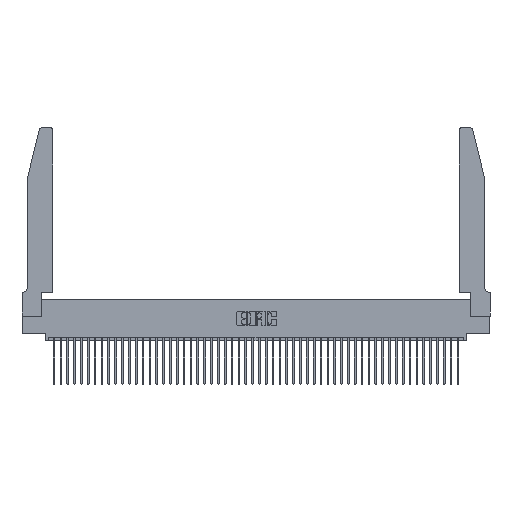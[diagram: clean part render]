
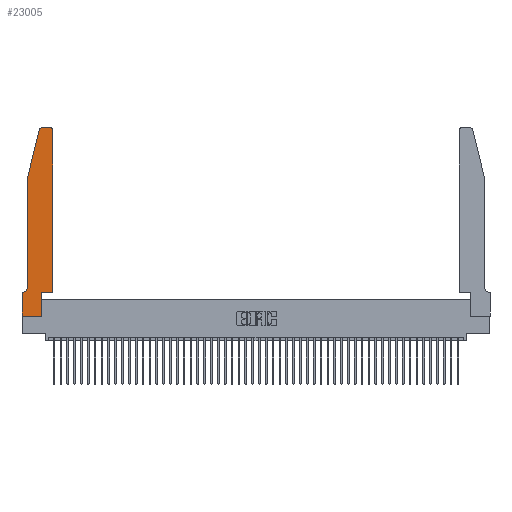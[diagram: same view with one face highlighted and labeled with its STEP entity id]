
A CAD part, top view. The second image highlights one B-rep face of the part: STEP entity #23005.
In plain terms, the highlighted planar face has unit normal (0, 0, 1).
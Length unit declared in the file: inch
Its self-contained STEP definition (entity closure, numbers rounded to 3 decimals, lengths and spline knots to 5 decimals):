
#71 = CARTESIAN_POINT ( 'NONE',  ( 0.4505, 2.72, 0.37 ) ) ;
#425 = CARTESIAN_POINT ( 'NONE',  ( 0.0755, 0.35, 0.37 ) ) ;
#647 = DIRECTION ( 'NONE',  ( 1., 0., 0. ) ) ;
#797 = VERTEX_POINT ( 'NONE', #3897 ) ;
#1134 = CARTESIAN_POINT ( 'NONE',  ( 0.0055, 0.35, 0.37 ) ) ;
#1762 = CARTESIAN_POINT ( 'NONE',  ( 0.2865, 0.35, 0.37 ) ) ;
#2249 = CIRCLE ( 'NONE', #2817, 0.03 ) ;
#2817 = AXIS2_PLACEMENT_3D ( 'NONE', #29795, #14219, #29946 ) ;
#3897 = CARTESIAN_POINT ( 'NONE',  ( 0.25487, 2.72718, 0.37 ) ) ;
#4618 = CARTESIAN_POINT ( 'NONE',  ( 0.4205, 2.75, 0.37 ) ) ;
#4694 = VERTEX_POINT ( 'NONE', #71 ) ;
#4813 = DIRECTION ( 'NONE',  ( -0.239, -0.971, 0. ) ) ;
#5416 = AXIS2_PLACEMENT_3D ( 'NONE', #19006, #18661, #14964 ) ;
#6146 = EDGE_CURVE ( 'NONE', #797, #41086, #17927, .T. ) ;
#6806 = VECTOR ( 'NONE', #31934, 39.37008 ) ;
#7162 = VERTEX_POINT ( 'NONE', #39227 ) ;
#8849 = CARTESIAN_POINT ( 'NONE',  ( 0.2605, 2.75, 0.37 ) ) ;
#8998 = CARTESIAN_POINT ( 'NONE',  ( 0.0755, 2., 0.37 ) ) ;
#9277 = FACE_OUTER_BOUND ( 'NONE', #48999, .T. ) ;
#10421 = VERTEX_POINT ( 'NONE', #11639 ) ;
#11242 = EDGE_CURVE ( 'NONE', #41909, #25531, #44976, .T. ) ;
#11540 = LINE ( 'NONE', #21859, #13313 ) ;
#11639 = CARTESIAN_POINT ( 'NONE',  ( 0.4505, 0.35, 0.37 ) ) ;
#11669 = EDGE_CURVE ( 'NONE', #10421, #4694, #18316, .T. ) ;
#12034 = CARTESIAN_POINT ( 'NONE',  ( 0.0755, 2., 0.37 ) ) ;
#12127 = VERTEX_POINT ( 'NONE', #15178 ) ;
#13057 = DIRECTION ( 'NONE',  ( 1., 0., 0. ) ) ;
#13313 = VECTOR ( 'NONE', #21527, 39.37008 ) ;
#14088 = VECTOR ( 'NONE', #647, 39.37008 ) ;
#14219 = DIRECTION ( 'NONE',  ( 0., 0., 1. ) ) ;
#14457 = LINE ( 'NONE', #425, #34783 ) ;
#14964 = DIRECTION ( 'NONE',  ( -1., 0., 0. ) ) ;
#15178 = CARTESIAN_POINT ( 'NONE',  ( 0., 0., 0.37 ) ) ;
#15425 = ORIENTED_EDGE ( 'NONE', *, *, #6146, .T. ) ;
#16260 = LINE ( 'NONE', #8849, #24043 ) ;
#16449 = VECTOR ( 'NONE', #24597, 39.37008 ) ;
#17927 = LINE ( 'NONE', #8998, #44847 ) ;
#18316 = LINE ( 'NONE', #46622, #6806 ) ;
#18463 = ORIENTED_EDGE ( 'NONE', *, *, #42161, .T. ) ;
#18661 = DIRECTION ( 'NONE',  ( 0., 0., -1. ) ) ;
#19006 = CARTESIAN_POINT ( 'NONE',  ( 0.0055, 0.42, 0.37 ) ) ;
#20161 = CIRCLE ( 'NONE', #43307, 0.03 ) ;
#21527 = DIRECTION ( 'NONE',  ( 0., -1., 0. ) ) ;
#21659 = EDGE_CURVE ( 'NONE', #4694, #39565, #2249, .T. ) ;
#21859 = CARTESIAN_POINT ( 'NONE',  ( 0.0755, 2., 0.37 ) ) ;
#21961 = VERTEX_POINT ( 'NONE', #41392 ) ;
#22360 = ORIENTED_EDGE ( 'NONE', *, *, #27388, .T. ) ;
#23005 = ADVANCED_FACE ( 'NONE', ( #9277 ), #36102, .T. ) ;
#23561 = DIRECTION ( 'NONE',  ( -1., 0., 0. ) ) ;
#23969 = DIRECTION ( 'NONE',  ( 0., 0., 1. ) ) ;
#24043 = VECTOR ( 'NONE', #43344, 39.37008 ) ;
#24597 = DIRECTION ( 'NONE',  ( 1., 0., 0. ) ) ;
#24707 = AXIS2_PLACEMENT_3D ( 'NONE', #32445, #43830, #35455 ) ;
#24767 = EDGE_CURVE ( 'NONE', #21961, #797, #20161, .T. ) ;
#25169 = DIRECTION ( 'NONE',  ( 0., -1., 0. ) ) ;
#25260 = EDGE_CURVE ( 'NONE', #12127, #41909, #37397, .T. ) ;
#25439 = LINE ( 'NONE', #48129, #16449 ) ;
#25531 = VERTEX_POINT ( 'NONE', #1762 ) ;
#25570 = EDGE_CURVE ( 'NONE', #25531, #10421, #25439, .T. ) ;
#26776 = ORIENTED_EDGE ( 'NONE', *, *, #11242, .T. ) ;
#27292 = LINE ( 'NONE', #47858, #33837 ) ;
#27388 = EDGE_CURVE ( 'NONE', #39565, #21961, #16260, .T. ) ;
#28394 = ORIENTED_EDGE ( 'NONE', *, *, #24767, .T. ) ;
#29795 = CARTESIAN_POINT ( 'NONE',  ( 0.4205, 2.72, 0.37 ) ) ;
#29946 = DIRECTION ( 'NONE',  ( 1., 0., 0. ) ) ;
#31145 = CARTESIAN_POINT ( 'NONE',  ( 0., 0., 0.37 ) ) ;
#31218 = VECTOR ( 'NONE', #35821, 39.37008 ) ;
#31418 = CARTESIAN_POINT ( 'NONE',  ( 0.2865, 0., 0.37 ) ) ;
#31820 = CARTESIAN_POINT ( 'NONE',  ( 0.2865, 0.35, 0.37 ) ) ;
#31934 = DIRECTION ( 'NONE',  ( 0., 1., 0. ) ) ;
#32445 = CARTESIAN_POINT ( 'NONE',  ( 0., 0.35, 0.37 ) ) ;
#33837 = VECTOR ( 'NONE', #25169, 39.37008 ) ;
#34747 = ORIENTED_EDGE ( 'NONE', *, *, #25570, .T. ) ;
#34783 = VECTOR ( 'NONE', #23561, 39.37008 ) ;
#35298 = CARTESIAN_POINT ( 'NONE',  ( 0.284, 2.72, 0.37 ) ) ;
#35455 = DIRECTION ( 'NONE',  ( 1., 0., 0. ) ) ;
#35821 = DIRECTION ( 'NONE',  ( 0., 1., 0. ) ) ;
#36102 = PLANE ( 'NONE',  #24707 ) ;
#36124 = EDGE_CURVE ( 'NONE', #7162, #39131, #47644, .T. ) ;
#36266 = ORIENTED_EDGE ( 'NONE', *, *, #36124, .T. ) ;
#36411 = VERTEX_POINT ( 'NONE', #44240 ) ;
#36420 = EDGE_CURVE ( 'NONE', #36411, #12127, #27292, .T. ) ;
#37242 = ORIENTED_EDGE ( 'NONE', *, *, #36420, .T. ) ;
#37397 = LINE ( 'NONE', #31145, #14088 ) ;
#39105 = ORIENTED_EDGE ( 'NONE', *, *, #11669, .T. ) ;
#39131 = VERTEX_POINT ( 'NONE', #1134 ) ;
#39227 = CARTESIAN_POINT ( 'NONE',  ( 0.0755, 0.42, 0.37 ) ) ;
#39565 = VERTEX_POINT ( 'NONE', #4618 ) ;
#41086 = VERTEX_POINT ( 'NONE', #12034 ) ;
#41392 = CARTESIAN_POINT ( 'NONE',  ( 0.284, 2.75, 0.37 ) ) ;
#41909 = VERTEX_POINT ( 'NONE', #31418 ) ;
#42161 = EDGE_CURVE ( 'NONE', #41086, #7162, #11540, .T. ) ;
#43307 = AXIS2_PLACEMENT_3D ( 'NONE', #35298, #23969, #13057 ) ;
#43344 = DIRECTION ( 'NONE',  ( -1., 0., 0. ) ) ;
#43606 = ORIENTED_EDGE ( 'NONE', *, *, #25260, .T. ) ;
#43830 = DIRECTION ( 'NONE',  ( 0., 0., 1. ) ) ;
#44240 = CARTESIAN_POINT ( 'NONE',  ( 0., 0.35, 0.37 ) ) ;
#44847 = VECTOR ( 'NONE', #4813, 39.37008 ) ;
#44976 = LINE ( 'NONE', #31820, #31218 ) ;
#46622 = CARTESIAN_POINT ( 'NONE',  ( 0.4505, 0.35, 0.37 ) ) ;
#46920 = ORIENTED_EDGE ( 'NONE', *, *, #47915, .T. ) ;
#47644 = CIRCLE ( 'NONE', #5416, 0.07 ) ;
#47858 = CARTESIAN_POINT ( 'NONE',  ( 0., 0., 0.37 ) ) ;
#47915 = EDGE_CURVE ( 'NONE', #39131, #36411, #14457, .T. ) ;
#48129 = CARTESIAN_POINT ( 'NONE',  ( 0.4505, 0.35, 0.37 ) ) ;
#48450 = ORIENTED_EDGE ( 'NONE', *, *, #21659, .T. ) ;
#48999 = EDGE_LOOP ( 'NONE', ( #22360, #28394, #15425, #18463, #36266, #46920, #37242, #43606, #26776, #34747, #39105, #48450 ) ) ;
